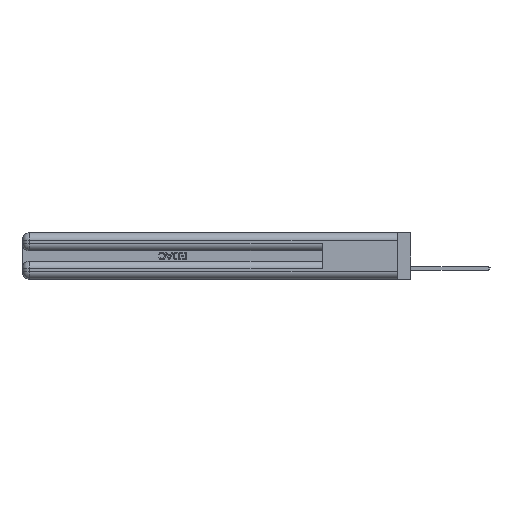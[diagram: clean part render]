
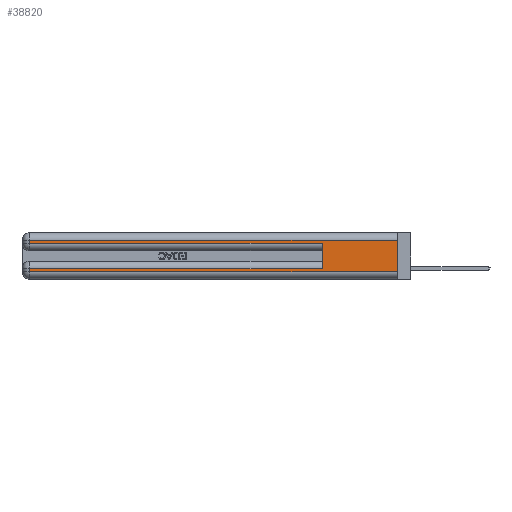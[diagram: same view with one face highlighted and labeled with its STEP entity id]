
A CAD part, left-side view. The second image highlights one B-rep face of the part: STEP entity #38820.
In plain terms, the highlighted planar face has unit normal (-1, 0, 0).
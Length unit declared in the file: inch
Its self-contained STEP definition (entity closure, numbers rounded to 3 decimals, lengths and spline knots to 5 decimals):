
#865 = CARTESIAN_POINT ( 'NONE',  ( 0., 0., 0.31 ) ) ;
#1454 = EDGE_CURVE ( 'NONE', #33238, #3314, #36854, .T. ) ;
#2338 = DIRECTION ( 'NONE',  ( 0., 1., 0. ) ) ;
#2834 = CARTESIAN_POINT ( 'NONE',  ( 0., 0., 0.37 ) ) ;
#3314 = VERTEX_POINT ( 'NONE', #20260 ) ;
#3878 = DIRECTION ( 'NONE',  ( 1., 0., 0. ) ) ;
#4229 = VERTEX_POINT ( 'NONE', #26376 ) ;
#5392 = DIRECTION ( 'NONE',  ( 0., -1., 0. ) ) ;
#5896 = CARTESIAN_POINT ( 'NONE',  ( 0., 2.94, 0.37 ) ) ;
#5923 = LINE ( 'NONE', #22657, #25019 ) ;
#6326 = VERTEX_POINT ( 'NONE', #52850 ) ;
#8649 = VECTOR ( 'NONE', #22781, 39.37008 ) ;
#9470 = LINE ( 'NONE', #30417, #23618 ) ;
#9959 = CARTESIAN_POINT ( 'NONE',  ( 0., 2.94, 0.37 ) ) ;
#11235 = ORIENTED_EDGE ( 'NONE', *, *, #30092, .T. ) ;
#12219 = EDGE_CURVE ( 'NONE', #3314, #4229, #51169, .T. ) ;
#12595 = VECTOR ( 'NONE', #21827, 39.37008 ) ;
#14268 = FACE_OUTER_BOUND ( 'NONE', #46074, .T. ) ;
#14348 = VERTEX_POINT ( 'NONE', #20579 ) ;
#15541 = VERTEX_POINT ( 'NONE', #46976 ) ;
#15667 = PLANE ( 'NONE',  #41941 ) ;
#18198 = DIRECTION ( 'NONE',  ( 0., 0., 1. ) ) ;
#20260 = CARTESIAN_POINT ( 'NONE',  ( 0., 2.94, 0.31 ) ) ;
#20579 = CARTESIAN_POINT ( 'NONE',  ( 0., 0.6, 0.085 ) ) ;
#21346 = ORIENTED_EDGE ( 'NONE', *, *, #12219, .T. ) ;
#21827 = DIRECTION ( 'NONE',  ( 0., 0., -1. ) ) ;
#22657 = CARTESIAN_POINT ( 'NONE',  ( 0., 0., 0.085 ) ) ;
#22781 = DIRECTION ( 'NONE',  ( 0., 1., 0. ) ) ;
#23618 = VECTOR ( 'NONE', #18198, 39.37008 ) ;
#24639 = ORIENTED_EDGE ( 'NONE', *, *, #33483, .T. ) ;
#25019 = VECTOR ( 'NONE', #2338, 39.37008 ) ;
#26092 = DIRECTION ( 'NONE',  ( 0., -1., 0. ) ) ;
#26276 = CARTESIAN_POINT ( 'NONE',  ( 0., 0., 0.285 ) ) ;
#26376 = CARTESIAN_POINT ( 'NONE',  ( 0., 2.94, 0.285 ) ) ;
#26551 = CARTESIAN_POINT ( 'NONE',  ( 0., 0., 0.31 ) ) ;
#27638 = VECTOR ( 'NONE', #29422, 39.37008 ) ;
#29422 = DIRECTION ( 'NONE',  ( 0., 0., -1. ) ) ;
#29847 = VERTEX_POINT ( 'NONE', #46827 ) ;
#30092 = EDGE_CURVE ( 'NONE', #15541, #6326, #45793, .T. ) ;
#30396 = CARTESIAN_POINT ( 'NONE',  ( 0., 0., 0.06 ) ) ;
#30417 = CARTESIAN_POINT ( 'NONE',  ( 0., 0.6, 0.145 ) ) ;
#30981 = ORIENTED_EDGE ( 'NONE', *, *, #52636, .T. ) ;
#33238 = VERTEX_POINT ( 'NONE', #865 ) ;
#33398 = CARTESIAN_POINT ( 'NONE',  ( 0., 0., 0.37 ) ) ;
#33483 = EDGE_CURVE ( 'NONE', #4229, #29847, #35384, .T. ) ;
#34495 = DIRECTION ( 'NONE',  ( 0., 0., -1. ) ) ;
#34503 = ORIENTED_EDGE ( 'NONE', *, *, #42421, .F. ) ;
#35384 = LINE ( 'NONE', #26276, #42313 ) ;
#35790 = VERTEX_POINT ( 'NONE', #30396 ) ;
#36515 = ORIENTED_EDGE ( 'NONE', *, *, #40135, .F. ) ;
#36619 = DIRECTION ( 'NONE',  ( 0., 0., -1. ) ) ;
#36854 = LINE ( 'NONE', #26551, #8649 ) ;
#37384 = ORIENTED_EDGE ( 'NONE', *, *, #44589, .T. ) ;
#37471 = LINE ( 'NONE', #39228, #46436 ) ;
#38820 = ADVANCED_FACE ( 'NONE', ( #14268 ), #15667, .F. ) ;
#39228 = CARTESIAN_POINT ( 'NONE',  ( 0., 0., 0.06 ) ) ;
#40135 = EDGE_CURVE ( 'NONE', #33238, #35790, #52079, .T. ) ;
#40143 = ORIENTED_EDGE ( 'NONE', *, *, #1454, .T. ) ;
#41941 = AXIS2_PLACEMENT_3D ( 'NONE', #2834, #3878, #36619 ) ;
#42313 = VECTOR ( 'NONE', #5392, 39.37008 ) ;
#42421 = EDGE_CURVE ( 'NONE', #14348, #29847, #9470, .T. ) ;
#44589 = EDGE_CURVE ( 'NONE', #6326, #35790, #37471, .T. ) ;
#45793 = LINE ( 'NONE', #9959, #12595 ) ;
#46074 = EDGE_LOOP ( 'NONE', ( #36515, #40143, #21346, #24639, #34503, #30981, #11235, #37384 ) ) ;
#46436 = VECTOR ( 'NONE', #26092, 39.37008 ) ;
#46827 = CARTESIAN_POINT ( 'NONE',  ( 0., 0.6, 0.285 ) ) ;
#46976 = CARTESIAN_POINT ( 'NONE',  ( 0., 2.94, 0.085 ) ) ;
#49272 = VECTOR ( 'NONE', #34495, 39.37008 ) ;
#51169 = LINE ( 'NONE', #5896, #49272 ) ;
#52079 = LINE ( 'NONE', #33398, #27638 ) ;
#52636 = EDGE_CURVE ( 'NONE', #14348, #15541, #5923, .T. ) ;
#52850 = CARTESIAN_POINT ( 'NONE',  ( 0., 2.94, 0.06 ) ) ;
